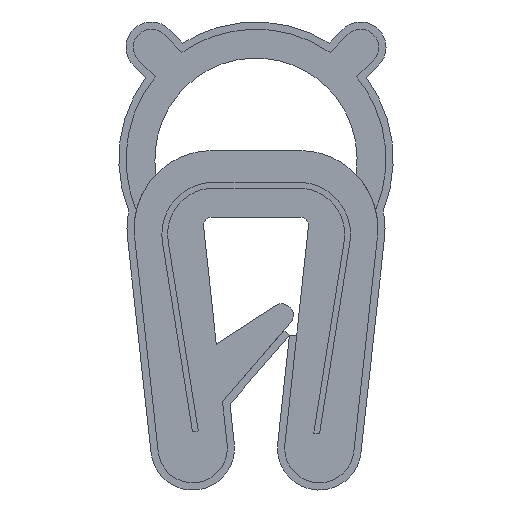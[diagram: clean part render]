
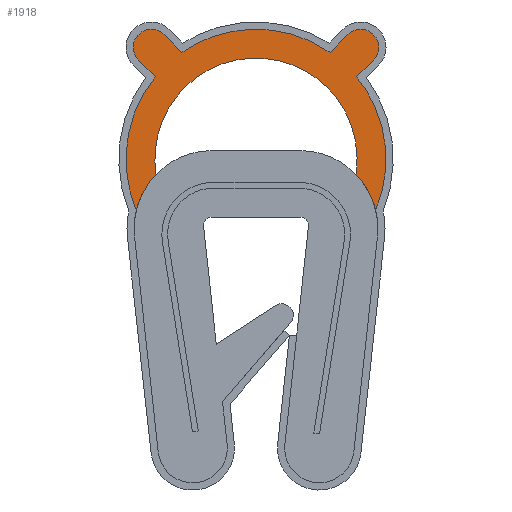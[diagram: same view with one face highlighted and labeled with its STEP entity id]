
A CAD part, front view. The second image highlights one B-rep face of the part: STEP entity #1918.
In plain terms, the highlighted free-form (B-spline) face has degree [1, 1] with [2, 2] control points.
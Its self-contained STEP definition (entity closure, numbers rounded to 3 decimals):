
#1755=CARTESIAN_POINT('',(-4.95,0.0,0.063));
#1756=CARTESIAN_POINT('',(4.95,0.0,0.063));
#1757=CARTESIAN_POINT('',(-4.95,0.0,-6.827));
#1758=CARTESIAN_POINT('',(4.95,0.0,-6.827));
#1759=B_SPLINE_SURFACE_WITH_KNOTS('',1,1,((#1755,#1757),(#1756,#1758)),.UNSPECIFIED.,.F.,.F.,.U.,(2,2),(2,2),(0.0,9.899),(0.0,6.889),.UNSPECIFIED.);
#1760=CARTESIAN_POINT('',(3.46,0.0,-5.276));
#1761=VERTEX_POINT('',#1760);
#1762=CARTESIAN_POINT('',(-3.46,0.0,-5.276));
#1763=VERTEX_POINT('',#1762);
#1764=CARTESIAN_POINT('',(3.46,0.0,-5.276));
#1765=CARTESIAN_POINT('',(3.801,0.0,-3.039));
#1766=CARTESIAN_POINT('',(1.9,0.0,-1.811));
#1767=CARTESIAN_POINT('',(0.,0.0,-0.582));
#1768=CARTESIAN_POINT('',(-1.9,0.0,-1.811));
#1769=CARTESIAN_POINT('',(-3.801,0.0,-3.039));
#1770=CARTESIAN_POINT('',(-3.46,0.0,-5.276));
#1778=(BOUNDED_CURVE()B_SPLINE_CURVE(2,(#1764,#1765,#1766,#1767,#1768,#1769,#1770),.UNSPECIFIED.,.F.,.U.)B_SPLINE_CURVE_WITH_KNOTS((3,2,2,3),(0.0,0.333,0.667,1.0),.UNSPECIFIED.)CURVE()GEOMETRIC_REPRESENTATION_ITEM()RATIONAL_B_SPLINE_CURVE((1.0,0.84,1.0,0.84,1.0,0.84,1.0))REPRESENTATION_ITEM(''));
#1779=EDGE_CURVE('',#1761,#1763,#1778,.T.);
#1780=ORIENTED_EDGE('',*,*,#1779,.F.);
#1781=CARTESIAN_POINT('',(4.14,0.0,-6.514));
#1782=VERTEX_POINT('',#1781);
#1783=CARTESIAN_POINT('',(4.14,0.0,-6.514));
#1784=CARTESIAN_POINT('',(3.968,0.0,-5.803));
#1785=CARTESIAN_POINT('',(3.46,0.0,-5.276));
#1793=(BOUNDED_CURVE()B_SPLINE_CURVE(2,(#1783,#1784,#1785),.UNSPECIFIED.,.F.,.U.)CURVE()GEOMETRIC_REPRESENTATION_ITEM()QUASI_UNIFORM_CURVE()RATIONAL_B_SPLINE_CURVE((1.0,0.965,1.0))REPRESENTATION_ITEM(''));
#1794=EDGE_CURVE('',#1782,#1761,#1793,.T.);
#1795=ORIENTED_EDGE('',*,*,#1794,.F.);
#1796=CARTESIAN_POINT('',(3.483,0.0,-1.901));
#1797=VERTEX_POINT('',#1796);
#1798=CARTESIAN_POINT('',(4.14,0.0,-6.514));
#1799=CARTESIAN_POINT('',(5.207,0.0,-4.008));
#1800=CARTESIAN_POINT('',(3.483,0.0,-1.901));
#1808=(BOUNDED_CURVE()B_SPLINE_CURVE(2,(#1798,#1799,#1800),.UNSPECIFIED.,.F.,.U.)CURVE()GEOMETRIC_REPRESENTATION_ITEM()QUASI_UNIFORM_CURVE()RATIONAL_B_SPLINE_CURVE((1.0,0.856,1.0))REPRESENTATION_ITEM(''));
#1809=EDGE_CURVE('',#1782,#1797,#1808,.T.);
#1810=ORIENTED_EDGE('',*,*,#1809,.T.);
#1811=CARTESIAN_POINT('',(4.067,0.0,-1.317));
#1812=VERTEX_POINT('',#1811);
#1813=CARTESIAN_POINT('',(4.067,0.0,-1.317));
#1814=CARTESIAN_POINT('',(3.483,0.0,-1.901));
#1815=QUASI_UNIFORM_CURVE('',1,(#1813,#1814),.UNSPECIFIED.,.F.,.U.);
#1816=EDGE_CURVE('',#1812,#1797,#1815,.T.);
#1817=ORIENTED_EDGE('',*,*,#1816,.F.);
#1818=CARTESIAN_POINT('',(3.183,0.0,-0.433));
#1819=VERTEX_POINT('',#1818);
#1820=CARTESIAN_POINT('',(4.067,0.0,-1.317));
#1821=CARTESIAN_POINT('',(4.509,0.0,-0.875));
#1822=CARTESIAN_POINT('',(4.067,0.0,-0.433));
#1823=CARTESIAN_POINT('',(3.625,0.0,0.009));
#1824=CARTESIAN_POINT('',(3.183,0.0,-0.433));
#1832=(BOUNDED_CURVE()B_SPLINE_CURVE(2,(#1820,#1821,#1822,#1823,#1824),.UNSPECIFIED.,.F.,.U.)B_SPLINE_CURVE_WITH_KNOTS((3,2,3),(0.0,0.5,1.0),.UNSPECIFIED.)CURVE()GEOMETRIC_REPRESENTATION_ITEM()RATIONAL_B_SPLINE_CURVE((1.0,0.707,1.0,0.707,1.0))REPRESENTATION_ITEM(''));
#1833=EDGE_CURVE('',#1812,#1819,#1832,.T.);
#1834=ORIENTED_EDGE('',*,*,#1833,.T.);
#1835=CARTESIAN_POINT('',(2.564,0.0,-1.052));
#1836=VERTEX_POINT('',#1835);
#1837=CARTESIAN_POINT('',(2.564,0.0,-1.052));
#1838=CARTESIAN_POINT('',(3.183,0.0,-0.433));
#1839=QUASI_UNIFORM_CURVE('',1,(#1837,#1838),.UNSPECIFIED.,.F.,.U.);
#1840=EDGE_CURVE('',#1836,#1819,#1839,.T.);
#1841=ORIENTED_EDGE('',*,*,#1840,.F.);
#1842=CARTESIAN_POINT('',(-2.564,0.0,-1.052));
#1843=VERTEX_POINT('',#1842);
#1844=CARTESIAN_POINT('',(2.564,0.0,-1.052));
#1845=CARTESIAN_POINT('',(0.,0.0,0.726));
#1846=CARTESIAN_POINT('',(-2.564,0.0,-1.052));
#1854=(BOUNDED_CURVE()B_SPLINE_CURVE(2,(#1844,#1845,#1846),.UNSPECIFIED.,.F.,.U.)CURVE()GEOMETRIC_REPRESENTATION_ITEM()QUASI_UNIFORM_CURVE()RATIONAL_B_SPLINE_CURVE((1.0,0.822,1.0))REPRESENTATION_ITEM(''));
#1855=EDGE_CURVE('',#1836,#1843,#1854,.T.);
#1856=ORIENTED_EDGE('',*,*,#1855,.T.);
#1857=CARTESIAN_POINT('',(-3.183,0.0,-0.433));
#1858=VERTEX_POINT('',#1857);
#1859=CARTESIAN_POINT('',(-3.183,0.0,-0.433));
#1860=CARTESIAN_POINT('',(-2.564,0.0,-1.052));
#1861=QUASI_UNIFORM_CURVE('',1,(#1859,#1860),.UNSPECIFIED.,.F.,.U.);
#1862=EDGE_CURVE('',#1858,#1843,#1861,.T.);
#1863=ORIENTED_EDGE('',*,*,#1862,.F.);
#1864=CARTESIAN_POINT('',(-4.067,0.0,-1.317));
#1865=VERTEX_POINT('',#1864);
#1866=CARTESIAN_POINT('',(-3.183,0.0,-0.433));
#1867=CARTESIAN_POINT('',(-3.625,0.0,0.009));
#1868=CARTESIAN_POINT('',(-4.067,0.0,-0.433));
#1869=CARTESIAN_POINT('',(-4.509,0.0,-0.875));
#1870=CARTESIAN_POINT('',(-4.067,0.0,-1.317));
#1878=(BOUNDED_CURVE()B_SPLINE_CURVE(2,(#1866,#1867,#1868,#1869,#1870),.UNSPECIFIED.,.F.,.U.)B_SPLINE_CURVE_WITH_KNOTS((3,2,3),(0.0,0.5,1.0),.UNSPECIFIED.)CURVE()GEOMETRIC_REPRESENTATION_ITEM()RATIONAL_B_SPLINE_CURVE((1.0,0.707,1.0,0.707,1.0))REPRESENTATION_ITEM(''));
#1879=EDGE_CURVE('',#1858,#1865,#1878,.T.);
#1880=ORIENTED_EDGE('',*,*,#1879,.T.);
#1881=CARTESIAN_POINT('',(-3.483,0.0,-1.901));
#1882=VERTEX_POINT('',#1881);
#1883=CARTESIAN_POINT('',(-3.483,0.0,-1.901));
#1884=CARTESIAN_POINT('',(-4.067,0.0,-1.317));
#1885=QUASI_UNIFORM_CURVE('',1,(#1883,#1884),.UNSPECIFIED.,.F.,.U.);
#1886=EDGE_CURVE('',#1882,#1865,#1885,.T.);
#1887=ORIENTED_EDGE('',*,*,#1886,.F.);
#1888=CARTESIAN_POINT('',(-4.14,0.0,-6.514));
#1889=VERTEX_POINT('',#1888);
#1890=CARTESIAN_POINT('',(-3.483,0.0,-1.901));
#1891=CARTESIAN_POINT('',(-5.207,0.0,-4.008));
#1892=CARTESIAN_POINT('',(-4.14,0.0,-6.514));
#1900=(BOUNDED_CURVE()B_SPLINE_CURVE(2,(#1890,#1891,#1892),.UNSPECIFIED.,.F.,.U.)CURVE()GEOMETRIC_REPRESENTATION_ITEM()QUASI_UNIFORM_CURVE()RATIONAL_B_SPLINE_CURVE((1.0,0.856,1.0))REPRESENTATION_ITEM(''));
#1901=EDGE_CURVE('',#1882,#1889,#1900,.T.);
#1902=ORIENTED_EDGE('',*,*,#1901,.T.);
#1903=CARTESIAN_POINT('',(-3.46,0.0,-5.276));
#1904=CARTESIAN_POINT('',(-3.968,0.0,-5.803));
#1905=CARTESIAN_POINT('',(-4.14,0.0,-6.514));
#1913=(BOUNDED_CURVE()B_SPLINE_CURVE(2,(#1903,#1904,#1905),.UNSPECIFIED.,.F.,.U.)CURVE()GEOMETRIC_REPRESENTATION_ITEM()QUASI_UNIFORM_CURVE()RATIONAL_B_SPLINE_CURVE((1.0,0.965,1.0))REPRESENTATION_ITEM(''));
#1914=EDGE_CURVE('',#1763,#1889,#1913,.T.);
#1915=ORIENTED_EDGE('',*,*,#1914,.F.);
#1916=EDGE_LOOP('',(#1780,#1795,#1810,#1817,#1834,#1841,#1856,#1863,#1880,#1887,#1902,#1915));
#1917=FACE_OUTER_BOUND('',#1916,.T.);
#1918=ADVANCED_FACE('',(#1917),#1759,.F.);
